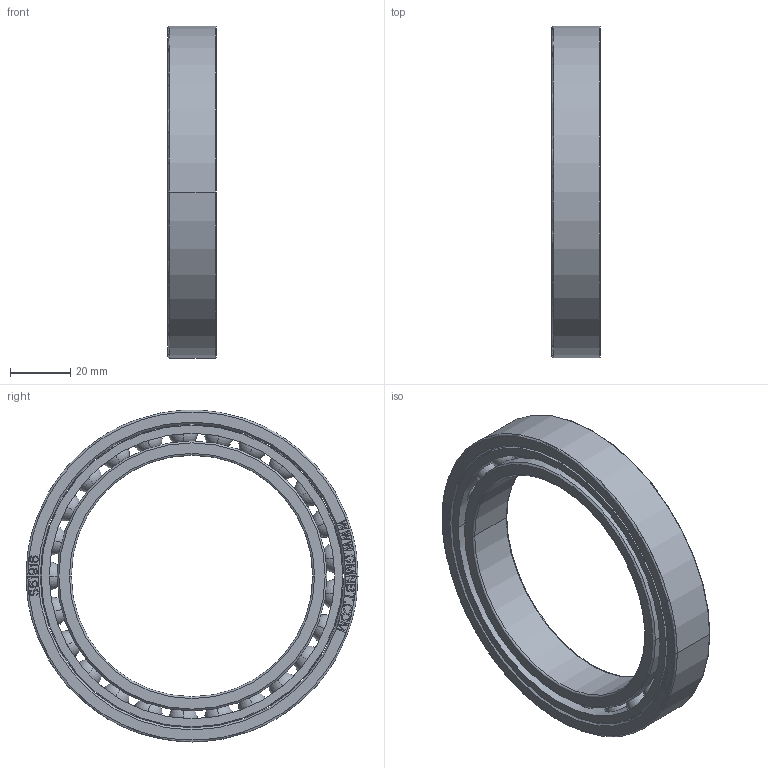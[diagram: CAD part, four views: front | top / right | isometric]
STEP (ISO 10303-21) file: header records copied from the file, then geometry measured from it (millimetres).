
FILE_DESCRIPTION((''),'2;1');
FILE_NAME('S61916_PRT','2014-03-19T',('sales 4'),(''),'PRO/ENGINEER BY PARAMETRIC TECHNOLOGY CORPORATION, 2013150','PRO/ENGINEER BY PARAMETRIC TECHNOLOGY CORPORATION, 2013150','');
FILE_SCHEMA(('AUTOMOTIVE_DESIGN { 1 0 10303 214 1 1 1 1 }'));
Length unit declared in the file: millimetre
Products named in the file (1): S61916_PRT
Bounding box: 16.01 x 110 x 110 mm (x, y, z)
Volume: 54449.7 mm3; surface area: 40082.3 mm2
Topology: 3 solids, 3 shells, 773 faces, 2154 edges, 1360 vertices
Faces by surface type: plane 537, cylinder 114, sphere 100, torus 12, cone 10
Entity records: 45650 total; most frequent: CARTESIAN_POINT 20016, ORIENTED_EDGE 4108, DIRECTION 3660, PRESENTATION_STYLE_ASSIGNMENT 2086, STYLED_ITEM 2057, CURVE_STYLE 2054, EDGE_CURVE 2054, VECTOR 1594
